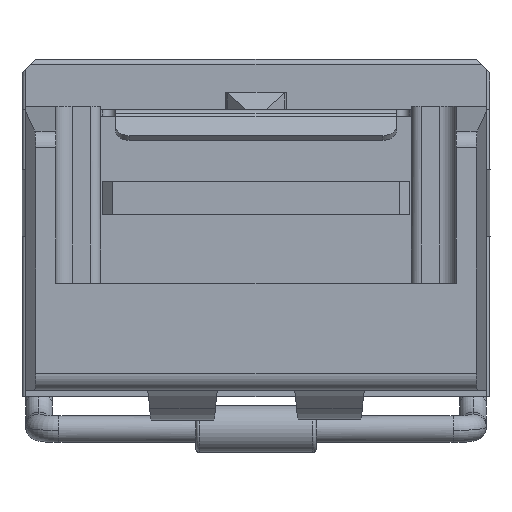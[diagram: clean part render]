
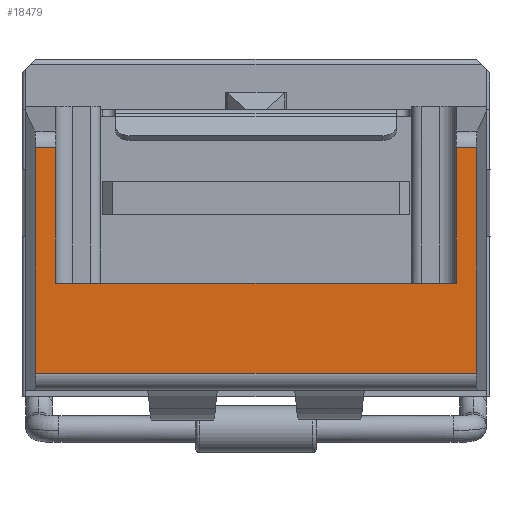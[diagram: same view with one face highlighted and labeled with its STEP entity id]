
A CAD part, front view. The second image highlights one B-rep face of the part: STEP entity #18479.
In plain terms, the highlighted face is planar.
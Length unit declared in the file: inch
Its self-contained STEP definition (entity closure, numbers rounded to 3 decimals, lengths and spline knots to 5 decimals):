
#531 = ORIENTED_EDGE ( 'NONE', *, *, #19924, .F. ) ;
#914 = ORIENTED_EDGE ( 'NONE', *, *, #13632, .F. ) ;
#1066 = DIRECTION ( 'NONE',  ( 0., 0., -1. ) ) ;
#1484 = ORIENTED_EDGE ( 'NONE', *, *, #34462, .F. ) ;
#2294 = EDGE_CURVE ( 'NONE', #4915, #3119, #7561, .T. ) ;
#2334 = CARTESIAN_POINT ( 'NONE',  ( -1.24053, 0.3374, 0.16732 ) ) ;
#3119 = VERTEX_POINT ( 'NONE', #8465 ) ;
#4373 = EDGE_CURVE ( 'NONE', #7557, #16905, #39485, .T. ) ;
#4915 = VERTEX_POINT ( 'NONE', #33989 ) ;
#5057 = VECTOR ( 'NONE', #10134, 39.37008 ) ;
#5152 = VECTOR ( 'NONE', #26572, 39.37008 ) ;
#5203 = EDGE_CURVE ( 'NONE', #36675, #4915, #19458, .T. ) ;
#5797 = ORIENTED_EDGE ( 'NONE', *, *, #9768, .F. ) ;
#6066 = ORIENTED_EDGE ( 'NONE', *, *, #4373, .F. ) ;
#7557 = VERTEX_POINT ( 'NONE', #39325 ) ;
#7561 = LINE ( 'NONE', #23067, #5152 ) ;
#8465 = CARTESIAN_POINT ( 'NONE',  ( -1.24053, 0.36102, -0.14764 ) ) ;
#9768 = EDGE_CURVE ( 'NONE', #3119, #7557, #28217, .T. ) ;
#10134 = DIRECTION ( 'NONE',  ( 0., -1., 0. ) ) ;
#11148 = DIRECTION ( 'NONE',  ( 1., 0., 0. ) ) ;
#11544 = DIRECTION ( 'NONE',  ( 0., 1., 0. ) ) ;
#11681 = LINE ( 'NONE', #36882, #21127 ) ;
#12313 = VECTOR ( 'NONE', #37426, 39.37008 ) ;
#12795 = CARTESIAN_POINT ( 'NONE',  ( -1.24053, 0.36496, -0.04134 ) ) ;
#13134 = CARTESIAN_POINT ( 'NONE',  ( -1.24053, 0.36102, 0.33861 ) ) ;
#13212 = DIRECTION ( 'NONE',  ( 0., -1., 0. ) ) ;
#13461 = CARTESIAN_POINT ( 'NONE',  ( -1.24053, 0.36496, 0.11859 ) ) ;
#13632 = EDGE_CURVE ( 'NONE', #30609, #31176, #11681, .T. ) ;
#14022 = PLANE ( 'NONE',  #29308 ) ;
#16229 = DIRECTION ( 'NONE',  ( 0., 0., 1. ) ) ;
#16905 = VERTEX_POINT ( 'NONE', #37386 ) ;
#18479 = ADVANCED_FACE ( 'NONE', ( #33637 ), #14022, .F. ) ;
#19458 = LINE ( 'NONE', #25861, #36222 ) ;
#19924 = EDGE_CURVE ( 'NONE', #31176, #36675, #28101, .T. ) ;
#21127 = VECTOR ( 'NONE', #21207, 39.37008 ) ;
#21207 = DIRECTION ( 'NONE',  ( 0., 0., 1. ) ) ;
#21634 = VECTOR ( 'NONE', #16229, 39.37008 ) ;
#22382 = CARTESIAN_POINT ( 'NONE',  ( -1.24053, -0.13504, 0.11859 ) ) ;
#22541 = ORIENTED_EDGE ( 'NONE', *, *, #5203, .F. ) ;
#22676 = VECTOR ( 'NONE', #13212, 39.37008 ) ;
#23067 = CARTESIAN_POINT ( 'NONE',  ( -1.24053, -0.1626, -0.14764 ) ) ;
#24434 = VERTEX_POINT ( 'NONE', #25338 ) ;
#25225 = CARTESIAN_POINT ( 'NONE',  ( -1.24053, 0.36496, 0.11859 ) ) ;
#25338 = CARTESIAN_POINT ( 'NONE',  ( -1.24053, 0.3374, -0.04134 ) ) ;
#25402 = EDGE_LOOP ( 'NONE', ( #5797, #31883, #22541, #531, #914, #27968, #1484, #6066 ) ) ;
#25861 = CARTESIAN_POINT ( 'NONE',  ( -1.24053, -0.15866, 0.33861 ) ) ;
#26287 = DIRECTION ( 'NONE',  ( 0., -1., 0. ) ) ;
#26572 = DIRECTION ( 'NONE',  ( 0., 1., 0. ) ) ;
#26683 = EDGE_CURVE ( 'NONE', #24434, #30609, #38401, .T. ) ;
#27968 = ORIENTED_EDGE ( 'NONE', *, *, #26683, .F. ) ;
#28101 = LINE ( 'NONE', #25225, #5057 ) ;
#28217 = LINE ( 'NONE', #13134, #21634 ) ;
#29308 = AXIS2_PLACEMENT_3D ( 'NONE', #39824, #11148, #11544 ) ;
#30609 = VERTEX_POINT ( 'NONE', #39208 ) ;
#31003 = VECTOR ( 'NONE', #26287, 39.37008 ) ;
#31176 = VERTEX_POINT ( 'NONE', #22382 ) ;
#31883 = ORIENTED_EDGE ( 'NONE', *, *, #2294, .F. ) ;
#33637 = FACE_OUTER_BOUND ( 'NONE', #25402, .T. ) ;
#33711 = LINE ( 'NONE', #2334, #12313 ) ;
#33989 = CARTESIAN_POINT ( 'NONE',  ( -1.24053, -0.15866, -0.14764 ) ) ;
#34462 = EDGE_CURVE ( 'NONE', #16905, #24434, #33711, .T. ) ;
#36222 = VECTOR ( 'NONE', #1066, 39.37008 ) ;
#36675 = VERTEX_POINT ( 'NONE', #38789 ) ;
#36882 = CARTESIAN_POINT ( 'NONE',  ( -1.24053, -0.13504, 0.16732 ) ) ;
#37386 = CARTESIAN_POINT ( 'NONE',  ( -1.24053, 0.3374, 0.11859 ) ) ;
#37426 = DIRECTION ( 'NONE',  ( 0., 0., -1. ) ) ;
#38401 = LINE ( 'NONE', #12795, #22676 ) ;
#38789 = CARTESIAN_POINT ( 'NONE',  ( -1.24053, -0.15866, 0.11859 ) ) ;
#39208 = CARTESIAN_POINT ( 'NONE',  ( -1.24053, -0.13504, -0.04134 ) ) ;
#39325 = CARTESIAN_POINT ( 'NONE',  ( -1.24053, 0.36102, 0.11859 ) ) ;
#39485 = LINE ( 'NONE', #13461, #31003 ) ;
#39824 = CARTESIAN_POINT ( 'NONE',  ( -1.24053, 0.36496, 0.16732 ) ) ;
